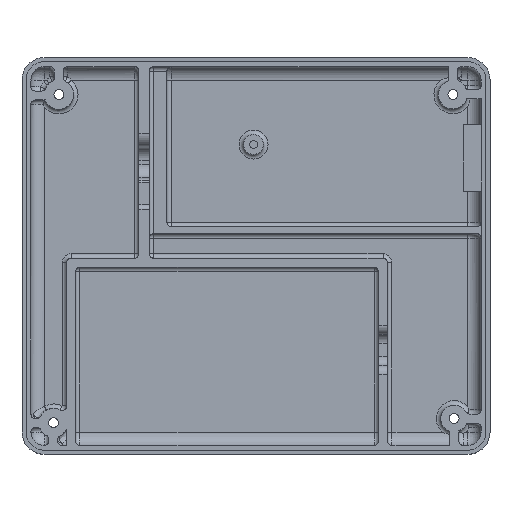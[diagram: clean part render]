
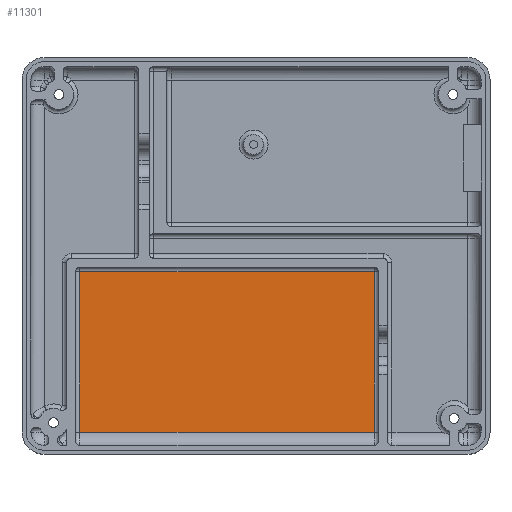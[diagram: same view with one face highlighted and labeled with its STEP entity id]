
A CAD part, top view. The second image highlights one B-rep face of the part: STEP entity #11301.
In plain terms, the highlighted planar face has unit normal (0, 0, 1).
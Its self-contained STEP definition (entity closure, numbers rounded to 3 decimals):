
#1063=PLANE('',#11885);
#1592=FACE_OUTER_BOUND('',#2269,.T.);
#2269=EDGE_LOOP('',(#9894,#9895,#9896,#9897));
#3188=LINE('',#21428,#4069);
#3192=LINE('',#21434,#4073);
#3196=LINE('',#21443,#4077);
#3203=LINE('',#21469,#4084);
#4069=VECTOR('',#13687,10.);
#4073=VECTOR('',#13695,10.);
#4077=VECTOR('',#13705,10.);
#4084=VECTOR('',#13734,10.);
#5445=VERTEX_POINT('',#21402);
#5448=VERTEX_POINT('',#21409);
#5454=VERTEX_POINT('',#21423);
#5456=VERTEX_POINT('',#21441);
#6999=EDGE_CURVE('',#5448,#5454,#3188,.T.);
#7003=EDGE_CURVE('',#5445,#5448,#3192,.T.);
#7008=EDGE_CURVE('',#5456,#5445,#3196,.T.);
#7022=EDGE_CURVE('',#5456,#5454,#3203,.T.);
#9894=ORIENTED_EDGE('',*,*,#6999,.F.);
#9895=ORIENTED_EDGE('',*,*,#7003,.F.);
#9896=ORIENTED_EDGE('',*,*,#7008,.F.);
#9897=ORIENTED_EDGE('',*,*,#7022,.T.);
#11301=ADVANCED_FACE('',(#1592),#1063,.F.);
#11885=AXIS2_PLACEMENT_3D('',#21468,#13732,#13733);
#13687=DIRECTION('',(0.,-1.,0.));
#13695=DIRECTION('',(1.,0.,0.));
#13705=DIRECTION('',(0.,1.,0.));
#13732=DIRECTION('center_axis',(0.,0.,
-1.));
#13733=DIRECTION('ref_axis',(1.,0.,0.));
#13734=DIRECTION('',(1.,0.,0.));
#21402=CARTESIAN_POINT('',(8.,46.,47.));
#21409=CARTESIAN_POINT('',(74.,46.,47.));
#21423=CARTESIAN_POINT('',(74.,10.,47.));
#21428=CARTESIAN_POINT('',(74.,32.25,47.));
#21434=CARTESIAN_POINT('',(27.25,46.,47.));
#21441=CARTESIAN_POINT('',(8.,10.,47.));
#21443=CARTESIAN_POINT('',(8.,33.25,47.));
#21468=CARTESIAN_POINT('Origin',(47.5,56.5,47.));
#21469=CARTESIAN_POINT('',(73.75,10.,47.));
